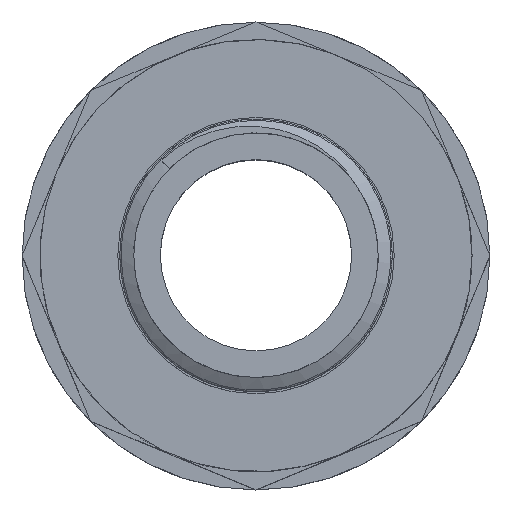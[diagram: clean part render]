
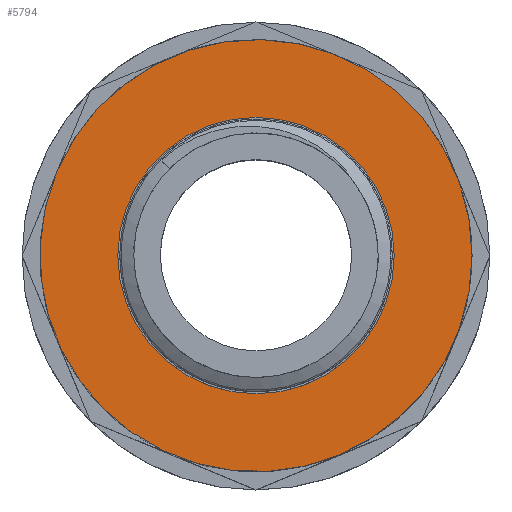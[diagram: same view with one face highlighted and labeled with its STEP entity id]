
A CAD part, top view. The second image highlights one B-rep face of the part: STEP entity #5794.
In plain terms, the highlighted planar face has unit normal (0, 0, 1).
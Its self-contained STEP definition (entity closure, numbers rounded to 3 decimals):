
#4 = AXIS2_PLACEMENT_3D ( 'NONE', #3325, #3326, #3327 ) ;
#15 = CIRCLE ( 'NONE', #4, 20.325 ) ;
#50 = ORIENTED_EDGE ( 'NONE', *, *, #739, .F. ) ;
#96 = ORIENTED_EDGE ( 'NONE', *, *, #724, .T. ) ;
#109 = EDGE_LOOP ( 'NONE', ( #96 ) ) ;
#113 = EDGE_LOOP ( 'NONE', ( #50 ) ) ;
#724 = EDGE_CURVE ( 'NONE', #1589, #1589, #15, .T. ) ;
#739 = EDGE_CURVE ( 'NONE', #1596, #1596, #1779, .T. ) ;
#1551 = CARTESIAN_POINT ( 'NONE',  ( 0., 0., 28. ) ) ;
#1555 = FACE_OUTER_BOUND ( 'NONE', #109, .T. ) ;
#1556 = FACE_BOUND ( 'NONE', #113, .T. ) ;
#1560 = PLANE ( 'NONE',  #1740 ) ;
#1562 = DIRECTION ( 'NONE',  ( 0., 0., 1. ) ) ;
#1563 = DIRECTION ( 'NONE',  ( 1., 0., 0. ) ) ;
#1589 = VERTEX_POINT ( 'NONE', #1591 ) ;
#1591 = CARTESIAN_POINT ( 'NONE',  ( 20.325, 0., 28. ) ) ;
#1596 = VERTEX_POINT ( 'NONE', #1599 ) ;
#1599 = CARTESIAN_POINT ( 'NONE',  ( 13., 0., 28. ) ) ;
#1740 = AXIS2_PLACEMENT_3D ( 'NONE', #1551, #1562, #1563 ) ;
#1779 = CIRCLE ( 'NONE', #5777, 13. ) ;
#3325 = CARTESIAN_POINT ( 'NONE',  ( 0., 0., 28. ) ) ;
#3326 = DIRECTION ( 'NONE',  ( 0., 0., 1. ) ) ;
#3327 = DIRECTION ( 'NONE',  ( 1., 0., 0. ) ) ;
#3662 = CARTESIAN_POINT ( 'NONE',  ( 0., 0., 28. ) ) ;
#3663 = DIRECTION ( 'NONE',  ( 0., 0., 1. ) ) ;
#3664 = DIRECTION ( 'NONE',  ( 1., 0., 0. ) ) ;
#5777 = AXIS2_PLACEMENT_3D ( 'NONE', #3662, #3663, #3664 ) ;
#5794 = ADVANCED_FACE ( 'NONE', ( #1555, #1556 ), #1560, .T. ) ;
